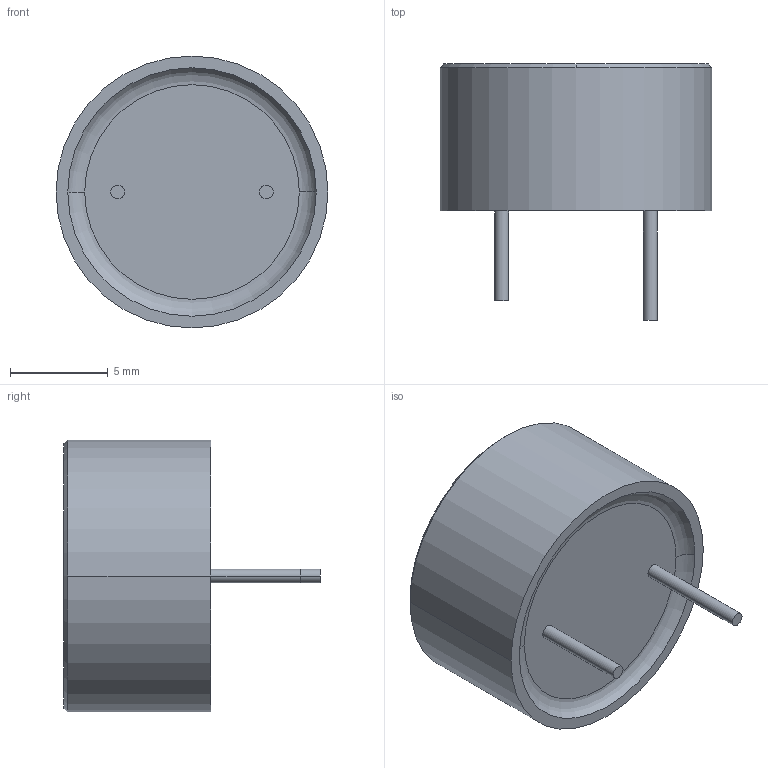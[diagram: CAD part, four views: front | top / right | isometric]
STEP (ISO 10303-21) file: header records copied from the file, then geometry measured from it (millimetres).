
FILE_DESCRIPTION (( 'STEP AP214' ), '1' );
FILE_NAME ('CUI_DEVICES_CPI-137-24T.step', '2020-02-05T17:00:39', ( '' ), ( '' ), 'SwSTEP 2.0', 'SolidWorks 2019', '' );
FILE_SCHEMA (( 'AUTOMOTIVE_DESIGN' ));
Length unit declared in the file: inch
Products named in the file (1): CUI_DEVICES_CPI-137-24T
Bounding box: 13.9 x 13.1 x 13.9 mm (x, y, z)
Volume: 1076.7 mm3; surface area: 671.2 mm2
Topology: 1 solids, 1 shells, 38 faces, 87 edges, 58 vertices
Faces by surface type: cylinder 17, plane 17, cone 2, torus 2
Entity records: 1213 total; most frequent: DIRECTION 209, CARTESIAN_POINT 184, ORIENTED_EDGE 174, EDGE_CURVE 87, AXIS2_PLACEMENT_3D 83, VERTEX_POINT 58, EDGE_LOOP 45, CIRCLE 44
